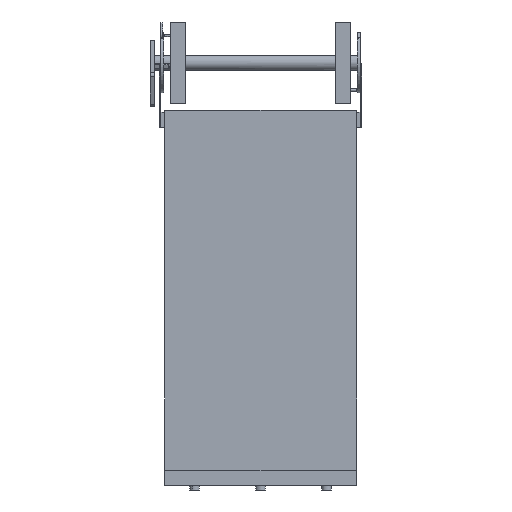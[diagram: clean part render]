
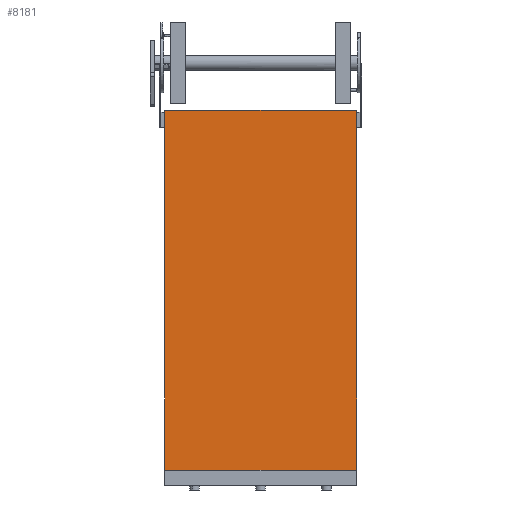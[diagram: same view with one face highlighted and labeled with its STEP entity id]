
A CAD part, front view. The second image highlights one B-rep face of the part: STEP entity #8181.
In plain terms, the highlighted planar face has unit normal (0, -1, 0).
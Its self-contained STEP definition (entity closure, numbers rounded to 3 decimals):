
#610 = LINE ( 'NONE', #4892, #3678 ) ;
#671 = DIRECTION ( 'NONE',  ( 0., 0., 1. ) ) ;
#775 = PLANE ( 'NONE',  #947 ) ;
#947 = AXIS2_PLACEMENT_3D ( 'NONE', #8265, #5227, #671 ) ;
#1344 = CARTESIAN_POINT ( 'NONE',  ( -160., 0., -300. ) ) ;
#1605 = VECTOR ( 'NONE', #9274, 1000. ) ;
#1809 = FACE_OUTER_BOUND ( 'NONE', #9295, .T. ) ;
#2050 = EDGE_CURVE ( 'NONE', #9048, #2551, #2554, .T. ) ;
#2083 = LINE ( 'NONE', #1344, #1605 ) ;
#2362 = CARTESIAN_POINT ( 'NONE',  ( -160., 0., 300. ) ) ;
#2510 = DIRECTION ( 'NONE',  ( -1., 0., 0. ) ) ;
#2551 = VERTEX_POINT ( 'NONE', #4431 ) ;
#2554 = LINE ( 'NONE', #9729, #2914 ) ;
#2559 = EDGE_CURVE ( 'NONE', #8362, #9048, #2083, .T. ) ;
#2577 = CARTESIAN_POINT ( 'NONE',  ( 160., 0., -300. ) ) ;
#2914 = VECTOR ( 'NONE', #7479, 1000. ) ;
#2965 = VECTOR ( 'NONE', #5810, 1000. ) ;
#3233 = CARTESIAN_POINT ( 'NONE',  ( -160., 0., -300. ) ) ;
#3678 = VECTOR ( 'NONE', #2510, 1000. ) ;
#4120 = ORIENTED_EDGE ( 'NONE', *, *, #4411, .F. ) ;
#4411 = EDGE_CURVE ( 'NONE', #2551, #5000, #7527, .T. ) ;
#4431 = CARTESIAN_POINT ( 'NONE',  ( 160., 0., 300. ) ) ;
#4892 = CARTESIAN_POINT ( 'NONE',  ( -160., 0., -300. ) ) ;
#4900 = ORIENTED_EDGE ( 'NONE', *, *, #2050, .F. ) ;
#4977 = CARTESIAN_POINT ( 'NONE',  ( 160., 0., -300. ) ) ;
#5000 = VERTEX_POINT ( 'NONE', #2577 ) ;
#5227 = DIRECTION ( 'NONE',  ( 0., 1., 0. ) ) ;
#5810 = DIRECTION ( 'NONE',  ( 0., 0., -1. ) ) ;
#6581 = ORIENTED_EDGE ( 'NONE', *, *, #8334, .F. ) ;
#7479 = DIRECTION ( 'NONE',  ( 1., 0., 0. ) ) ;
#7527 = LINE ( 'NONE', #4977, #2965 ) ;
#8181 = ADVANCED_FACE ( 'NONE', ( #1809 ), #775, .F. ) ;
#8265 = CARTESIAN_POINT ( 'NONE',  ( 0., 0., 0. ) ) ;
#8334 = EDGE_CURVE ( 'NONE', #5000, #8362, #610, .T. ) ;
#8362 = VERTEX_POINT ( 'NONE', #3233 ) ;
#8891 = ORIENTED_EDGE ( 'NONE', *, *, #2559, .F. ) ;
#9048 = VERTEX_POINT ( 'NONE', #2362 ) ;
#9274 = DIRECTION ( 'NONE',  ( 0., 0., 1. ) ) ;
#9295 = EDGE_LOOP ( 'NONE', ( #4120, #4900, #8891, #6581 ) ) ;
#9729 = CARTESIAN_POINT ( 'NONE',  ( -160., 0., 300. ) ) ;
